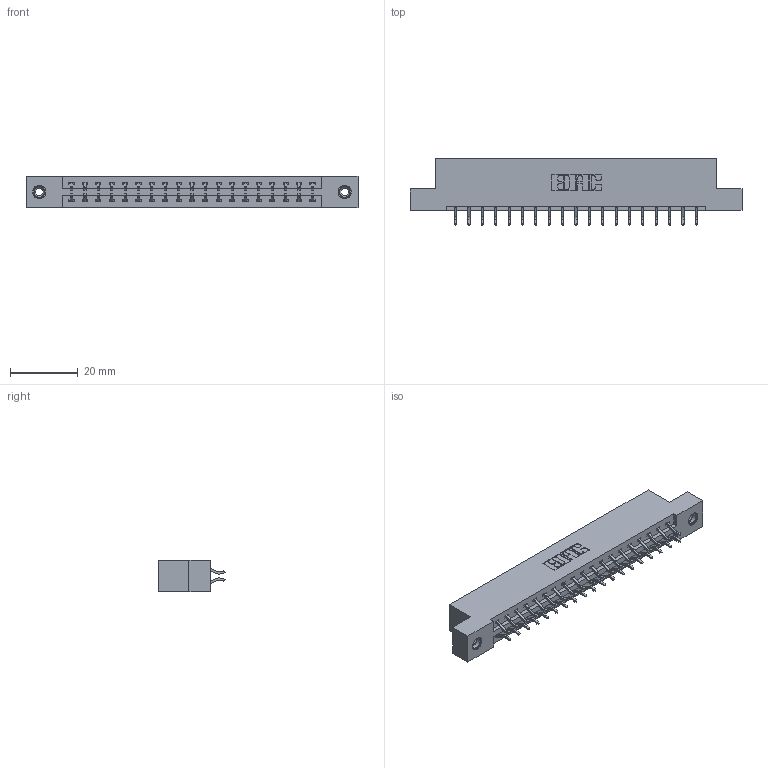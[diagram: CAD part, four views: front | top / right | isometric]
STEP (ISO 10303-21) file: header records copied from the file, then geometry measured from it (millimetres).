
FILE_DESCRIPTION (( 'STEP AP203' ), '1' );
FILE_NAME ('387-038-556-208.STEP', '2018-09-19T06:21:30', ( '' ), ( '' ), 'SwSTEP 2.0', 'SolidWorks 2016', '' );
FILE_SCHEMA (( 'CONFIG_CONTROL_DESIGN' ));
Length unit declared in the file: inch
Products named in the file (4): 337 Part_Flush Mounting Lugs - 0.156 Dia-TI; 345-292-001_556 Tail; 345-250-001_345-250-003-102; 387-038-556-208
Assembly tree (41 placements, depth 2):
  387-038-556-208
    337 Part_Flush Mounting Lugs - 0.156 Dia-TI
    345-292-001_556 Tail  x38
    345-250-001_345-250-003-102  x2
Bounding box: 98.3 x 19.57 x 9.4 mm (x, y, z)
Volume: 10045.2 mm3; surface area: 11116.6 mm2
Topology: 41 solids, 41 shells, 2454 faces, 7249 edges, 4774 vertices
Faces by surface type: plane 1698, cylinder 740, cone 12, torus 4
Entity records: 19112 total; most frequent: CARTESIAN_POINT 3233, ORIENTED_EDGE 3150, DIRECTION 2813, EDGE_CURVE 1575, VECTOR 1419, LINE 1419, VERTEX_POINT 1044, AXIS2_PLACEMENT_3D 697
